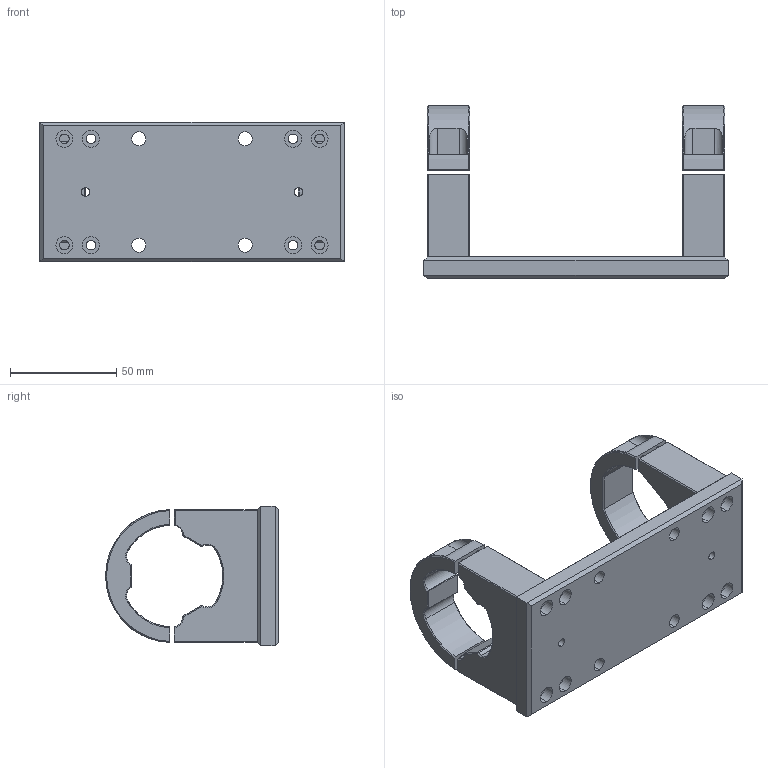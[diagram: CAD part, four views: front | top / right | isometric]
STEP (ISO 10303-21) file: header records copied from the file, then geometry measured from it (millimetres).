
FILE_DESCRIPTION (( 'STEP AP214' ), '1' );
FILE_NAME ('CMHO16M012.STEP', '2013-05-31T12:36:27', ( 'Work' ), ( '' ), 'SwSTEP 2.0', 'SolidWorks 2013', '' );
FILE_SCHEMA (( 'AUTOMOTIVE_DESIGN' ));
Length unit declared in the file: millimetre
Products named in the file (1): CMHO16M012
Bounding box: 143 x 81.26 x 65.54 mm (x, y, z)
Surface area: 48255.5 mm2 (no closed solid volume)
Topology: 0 solids, 5 shells, 222 faces, 597 edges, 393 vertices
Faces by surface type: plane 101, cylinder 85, cone 36
Entity records: 9701 total; most frequent: CARTESIAN_POINT 1459, DIRECTION 1250, ORIENTED_EDGE 1122, EDGE_CURVE 597, AXIS2_PLACEMENT_3D 472, VERTEX_POINT 393, LINE 306, VECTOR 306
